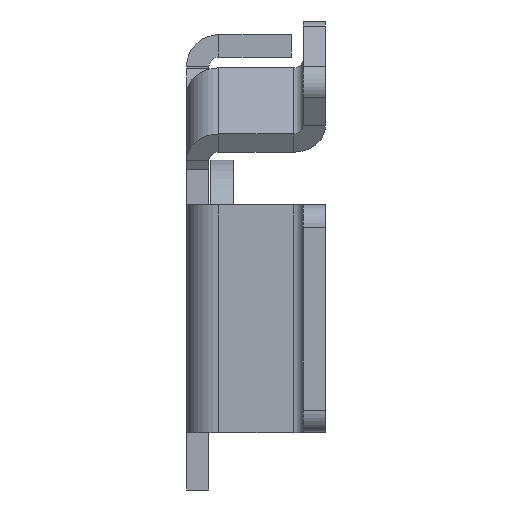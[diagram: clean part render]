
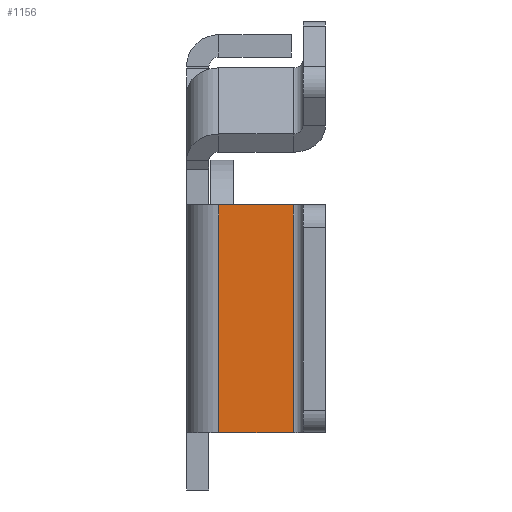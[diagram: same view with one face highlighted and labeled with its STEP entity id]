
A CAD part, left-side view. The second image highlights one B-rep face of the part: STEP entity #1156.
In plain terms, the highlighted planar face has unit normal (-1, 0, 0).
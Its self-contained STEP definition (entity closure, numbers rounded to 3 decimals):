
#49 = CARTESIAN_POINT ( 'NONE',  ( -3.2, 0.36, -1.27 ) ) ;
#128 = CARTESIAN_POINT ( 'NONE',  ( -3.2, 1.19, 1.27 ) ) ;
#136 = CARTESIAN_POINT ( 'NONE',  ( -3.2, 0., 1.27 ) ) ;
#146 = EDGE_LOOP ( 'NONE', ( #3406, #2969, #1280, #431 ) ) ;
#161 = LINE ( 'NONE', #935, #673 ) ;
#309 = EDGE_CURVE ( 'NONE', #1333, #3149, #1297, .T. ) ;
#316 = EDGE_CURVE ( 'NONE', #1633, #1333, #161, .T. ) ;
#423 = DIRECTION ( 'NONE',  ( 0., 1., 0. ) ) ;
#431 = ORIENTED_EDGE ( 'NONE', *, *, #309, .T. ) ;
#500 = LINE ( 'NONE', #128, #862 ) ;
#599 = CARTESIAN_POINT ( 'NONE',  ( -3.2, 0., -1.27 ) ) ;
#647 = FACE_OUTER_BOUND ( 'NONE', #146, .T. ) ;
#673 = VECTOR ( 'NONE', #1764, 1000. ) ;
#862 = VECTOR ( 'NONE', #3083, 1000. ) ;
#935 = CARTESIAN_POINT ( 'NONE',  ( -3.2, 0.36, 0. ) ) ;
#985 = VERTEX_POINT ( 'NONE', #1048 ) ;
#1039 = LINE ( 'NONE', #599, #1183 ) ;
#1048 = CARTESIAN_POINT ( 'NONE',  ( -3.2, 1.19, -1.27 ) ) ;
#1156 = ADVANCED_FACE ( 'NONE', ( #647 ), #1168, .F. ) ;
#1168 = PLANE ( 'NONE',  #2866 ) ;
#1183 = VECTOR ( 'NONE', #1407, 1000. ) ;
#1280 = ORIENTED_EDGE ( 'NONE', *, *, #316, .T. ) ;
#1297 = LINE ( 'NONE', #136, #2244 ) ;
#1333 = VERTEX_POINT ( 'NONE', #3156 ) ;
#1407 = DIRECTION ( 'NONE',  ( 0., -1., 0. ) ) ;
#1633 = VERTEX_POINT ( 'NONE', #49 ) ;
#1761 = EDGE_CURVE ( 'NONE', #985, #1633, #1039, .T. ) ;
#1764 = DIRECTION ( 'NONE',  ( 0., 0., 1. ) ) ;
#2244 = VECTOR ( 'NONE', #3107, 1000. ) ;
#2570 = DIRECTION ( 'NONE',  ( 1., 0., 0. ) ) ;
#2794 = CARTESIAN_POINT ( 'NONE',  ( -3.2, 0., 0. ) ) ;
#2844 = CARTESIAN_POINT ( 'NONE',  ( -3.2, 1.19, 1.27 ) ) ;
#2866 = AXIS2_PLACEMENT_3D ( 'NONE', #2794, #2570, #423 ) ;
#2969 = ORIENTED_EDGE ( 'NONE', *, *, #1761, .T. ) ;
#3083 = DIRECTION ( 'NONE',  ( 0., 0., 1. ) ) ;
#3107 = DIRECTION ( 'NONE',  ( 0., 1., 0. ) ) ;
#3138 = EDGE_CURVE ( 'NONE', #985, #3149, #500, .T. ) ;
#3149 = VERTEX_POINT ( 'NONE', #2844 ) ;
#3156 = CARTESIAN_POINT ( 'NONE',  ( -3.2, 0.36, 1.27 ) ) ;
#3406 = ORIENTED_EDGE ( 'NONE', *, *, #3138, .F. ) ;
